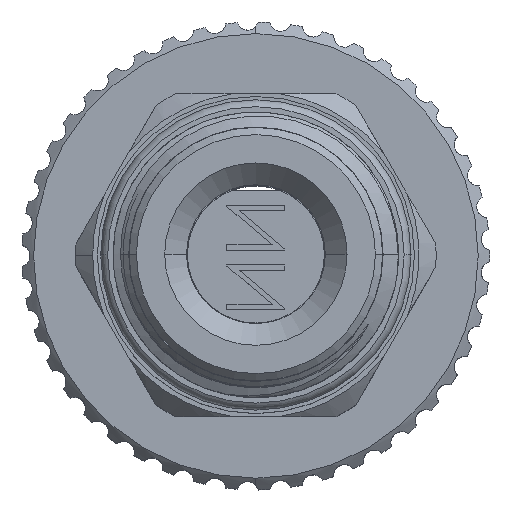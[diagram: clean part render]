
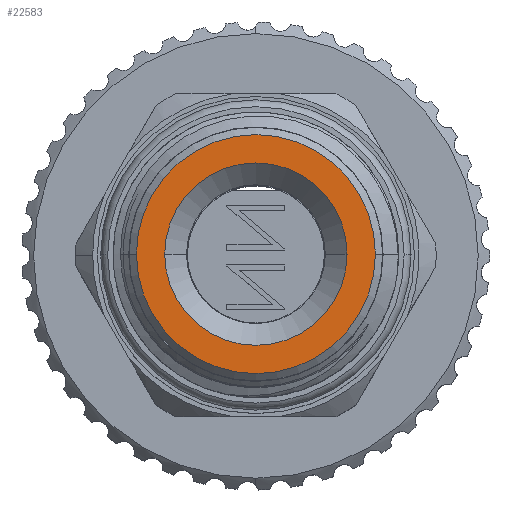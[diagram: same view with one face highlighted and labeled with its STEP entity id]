
A CAD part, top view. The second image highlights one B-rep face of the part: STEP entity #22583.
In plain terms, the highlighted planar face has unit normal (0, 0, 1).
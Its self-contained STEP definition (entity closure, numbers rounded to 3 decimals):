
#1420 = ORIENTED_EDGE ( 'NONE', *, *, #17628, .T. ) ;
#2698 = AXIS2_PLACEMENT_3D ( 'NONE', #6171, #6172, #6173 ) ;
#2710 = AXIS2_PLACEMENT_3D ( 'NONE', #6356, #6357, #6358 ) ;
#2722 = AXIS2_PLACEMENT_3D ( 'NONE', #6442, #6443, #6444 ) ;
#3543 = CIRCLE ( 'NONE', #2698, 6.275 ) ;
#3591 = CIRCLE ( 'NONE', #2710, 8.225 ) ;
#3619 = CIRCLE ( 'NONE', #2722, 8.225 ) ;
#3708 = CIRCLE ( 'NONE', #6534, 6.275 ) ;
#6171 = CARTESIAN_POINT ( 'NONE',  ( 0., 0., 5.928 ) ) ;
#6172 = DIRECTION ( 'NONE',  ( 0., 0., -1. ) ) ;
#6173 = DIRECTION ( 'NONE',  ( -1., 0., 0. ) ) ;
#6356 = CARTESIAN_POINT ( 'NONE',  ( 0., 0., 5.928 ) ) ;
#6357 = DIRECTION ( 'NONE',  ( 0., 0., 1. ) ) ;
#6358 = DIRECTION ( 'NONE',  ( 1., 0., 0. ) ) ;
#6442 = CARTESIAN_POINT ( 'NONE',  ( 0., 0., 5.928 ) ) ;
#6443 = DIRECTION ( 'NONE',  ( 0., 0., 1. ) ) ;
#6444 = DIRECTION ( 'NONE',  ( 1., 0., 0. ) ) ;
#6534 = AXIS2_PLACEMENT_3D ( 'NONE', #7894, #7895, #7896 ) ;
#6971 = AXIS2_PLACEMENT_3D ( 'NONE', #13908, #13913, #13914 ) ;
#7894 = CARTESIAN_POINT ( 'NONE',  ( 0., 0., 5.928 ) ) ;
#7895 = DIRECTION ( 'NONE',  ( 0., 0., -1. ) ) ;
#7896 = DIRECTION ( 'NONE',  ( -1., 0., 0. ) ) ;
#8044 = CARTESIAN_POINT ( 'NONE',  ( -8.225, 0., 5.928 ) ) ;
#8096 = CARTESIAN_POINT ( 'NONE',  ( 6.275, 0., 5.928 ) ) ;
#13253 = CARTESIAN_POINT ( 'NONE',  ( -6.275, 0., 5.928 ) ) ;
#13439 = CARTESIAN_POINT ( 'NONE',  ( 8.225, 0., 5.928 ) ) ;
#13455 = FACE_BOUND ( 'NONE', #21270, .T. ) ;
#13477 = FACE_OUTER_BOUND ( 'NONE', #20832, .T. ) ;
#13906 = PLANE ( 'NONE',  #6971 ) ;
#13908 = CARTESIAN_POINT ( 'NONE',  ( 0., 0., 5.928 ) ) ;
#13913 = DIRECTION ( 'NONE',  ( 0., 0., -1. ) ) ;
#13914 = DIRECTION ( 'NONE',  ( -1., 0., 0. ) ) ;
#15809 = ORIENTED_EDGE ( 'NONE', *, *, #17328, .T. ) ;
#16062 = ORIENTED_EDGE ( 'NONE', *, *, #17451, .T. ) ;
#16302 = ORIENTED_EDGE ( 'NONE', *, *, #17400, .T. ) ;
#17328 = EDGE_CURVE ( 'NONE', #20540, #19246, #3543, .T. ) ;
#17400 = EDGE_CURVE ( 'NONE', #20637, #19197, #3591, .T. ) ;
#17451 = EDGE_CURVE ( 'NONE', #19197, #20637, #3619, .T. ) ;
#17628 = EDGE_CURVE ( 'NONE', #19246, #20540, #3708, .T. ) ;
#19197 = VERTEX_POINT ( 'NONE', #8044 ) ;
#19246 = VERTEX_POINT ( 'NONE', #8096 ) ;
#20540 = VERTEX_POINT ( 'NONE', #13253 ) ;
#20637 = VERTEX_POINT ( 'NONE', #13439 ) ;
#20832 = EDGE_LOOP ( 'NONE', ( #16062, #16302 ) ) ;
#21270 = EDGE_LOOP ( 'NONE', ( #1420, #15809 ) ) ;
#22583 = ADVANCED_FACE ( 'NONE', ( #13455, #13477 ), #13906, .F. ) ;
